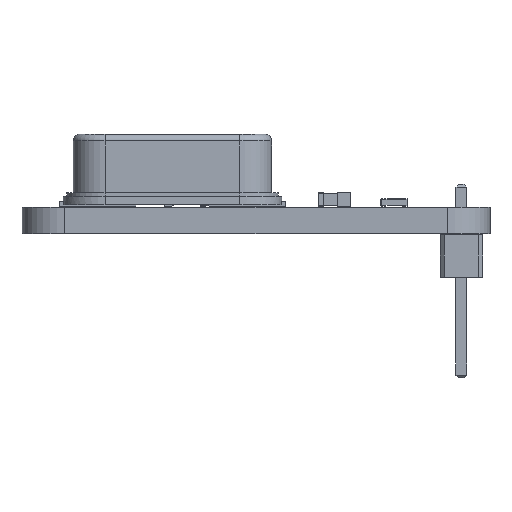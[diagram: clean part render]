
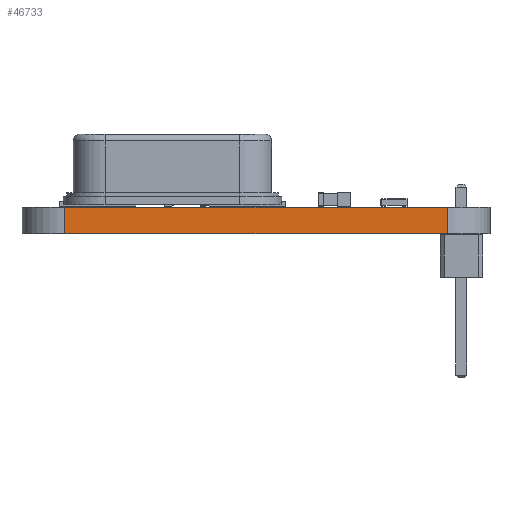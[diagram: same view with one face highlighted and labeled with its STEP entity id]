
A CAD part, left-side view. The second image highlights one B-rep face of the part: STEP entity #46733.
In plain terms, the highlighted planar face has unit normal (-1, 0, 0).
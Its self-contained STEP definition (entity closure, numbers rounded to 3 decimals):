
#45430 = PLANE('',#45431);
#45431 = AXIS2_PLACEMENT_3D('',#45432,#45433,#45434);
#45432 = CARTESIAN_POINT('',(151.13,-110.49,1.6));
#45433 = DIRECTION('',(0.,0.,1.));
#45434 = DIRECTION('',(1.,0.,0.));
#45458 = CYLINDRICAL_SURFACE('',#45459,2.54);
#45459 = AXIS2_PLACEMENT_3D('',#45460,#45461,#45462);
#45460 = CARTESIAN_POINT('',(135.89,-99.06,0.));
#45461 = DIRECTION('',(0.,0.,-1.));
#45462 = DIRECTION('',(1.,0.,0.));
#45484 = PLANE('',#45485);
#45485 = AXIS2_PLACEMENT_3D('',#45486,#45487,#45488);
#45486 = CARTESIAN_POINT('',(151.13,-110.49,0.));
#45487 = DIRECTION('',(0.,0.,1.));
#45488 = DIRECTION('',(1.,0.,0.));
#45579 = VERTEX_POINT('',#45580);
#45580 = CARTESIAN_POINT('',(133.35,-99.06,1.6));
#45602 = EDGE_CURVE('',#45603,#45579,#45605,.T.);
#45603 = VERTEX_POINT('',#45604);
#45604 = CARTESIAN_POINT('',(133.35,-99.06,0.));
#45605 = SURFACE_CURVE('',#45606,(#45610,#45617),.PCURVE_S1.);
#45606 = LINE('',#45607,#45608);
#45607 = CARTESIAN_POINT('',(133.35,-99.06,0.));
#45608 = VECTOR('',#45609,1.);
#45609 = DIRECTION('',(0.,0.,1.));
#45610 = PCURVE('',#45458,#45611);
#45611 = DEFINITIONAL_REPRESENTATION('',(#45612),#45616);
#45612 = LINE('',#45613,#45614);
#45613 = CARTESIAN_POINT('',(-3.142,0.));
#45614 = VECTOR('',#45615,1.);
#45615 = DIRECTION('',(0.,-1.));
#45616 = ( GEOMETRIC_REPRESENTATION_CONTEXT(2) 
PARAMETRIC_REPRESENTATION_CONTEXT() REPRESENTATION_CONTEXT('2D SPACE',''
  ) );
#45617 = PCURVE('',#45618,#45623);
#45618 = PLANE('',#45619);
#45619 = AXIS2_PLACEMENT_3D('',#45620,#45621,#45622);
#45620 = CARTESIAN_POINT('',(133.35,-99.06,0.));
#45621 = DIRECTION('',(1.,0.,0.));
#45622 = DIRECTION('',(0.,-1.,0.));
#45623 = DEFINITIONAL_REPRESENTATION('',(#45624),#45628);
#45624 = LINE('',#45625,#45626);
#45625 = CARTESIAN_POINT('',(0.,0.));
#45626 = VECTOR('',#45627,1.);
#45627 = DIRECTION('',(0.,-1.));
#45628 = ( GEOMETRIC_REPRESENTATION_CONTEXT(2) 
PARAMETRIC_REPRESENTATION_CONTEXT() REPRESENTATION_CONTEXT('2D SPACE',''
  ) );
#45657 = EDGE_CURVE('',#45603,#45658,#45660,.T.);
#45658 = VERTEX_POINT('',#45659);
#45659 = CARTESIAN_POINT('',(133.35,-121.92,0.));
#45660 = SURFACE_CURVE('',#45661,(#45665,#45672),.PCURVE_S1.);
#45661 = LINE('',#45662,#45663);
#45662 = CARTESIAN_POINT('',(133.35,-99.06,0.));
#45663 = VECTOR('',#45664,1.);
#45664 = DIRECTION('',(0.,-1.,0.));
#45665 = PCURVE('',#45484,#45666);
#45666 = DEFINITIONAL_REPRESENTATION('',(#45667),#45671);
#45667 = LINE('',#45668,#45669);
#45668 = CARTESIAN_POINT('',(-17.78,11.43));
#45669 = VECTOR('',#45670,1.);
#45670 = DIRECTION('',(0.,-1.));
#45671 = ( GEOMETRIC_REPRESENTATION_CONTEXT(2) 
PARAMETRIC_REPRESENTATION_CONTEXT() REPRESENTATION_CONTEXT('2D SPACE',''
  ) );
#45672 = PCURVE('',#45618,#45673);
#45673 = DEFINITIONAL_REPRESENTATION('',(#45674),#45678);
#45674 = LINE('',#45675,#45676);
#45675 = CARTESIAN_POINT('',(0.,0.));
#45676 = VECTOR('',#45677,1.);
#45677 = DIRECTION('',(1.,0.));
#45678 = ( GEOMETRIC_REPRESENTATION_CONTEXT(2) 
PARAMETRIC_REPRESENTATION_CONTEXT() REPRESENTATION_CONTEXT('2D SPACE',''
  ) );
#45697 = CYLINDRICAL_SURFACE('',#45698,2.54);
#45698 = AXIS2_PLACEMENT_3D('',#45699,#45700,#45701);
#45699 = CARTESIAN_POINT('',(135.89,-121.92,0.));
#45700 = DIRECTION('',(0.,0.,-1.));
#45701 = DIRECTION('',(1.,0.,0.));
#46227 = EDGE_CURVE('',#45579,#46228,#46230,.T.);
#46228 = VERTEX_POINT('',#46229);
#46229 = CARTESIAN_POINT('',(133.35,-121.92,1.6));
#46230 = SURFACE_CURVE('',#46231,(#46235,#46242),.PCURVE_S1.);
#46231 = LINE('',#46232,#46233);
#46232 = CARTESIAN_POINT('',(133.35,-99.06,1.6));
#46233 = VECTOR('',#46234,1.);
#46234 = DIRECTION('',(0.,-1.,0.));
#46235 = PCURVE('',#45430,#46236);
#46236 = DEFINITIONAL_REPRESENTATION('',(#46237),#46241);
#46237 = LINE('',#46238,#46239);
#46238 = CARTESIAN_POINT('',(-17.78,11.43));
#46239 = VECTOR('',#46240,1.);
#46240 = DIRECTION('',(0.,-1.));
#46241 = ( GEOMETRIC_REPRESENTATION_CONTEXT(2) 
PARAMETRIC_REPRESENTATION_CONTEXT() REPRESENTATION_CONTEXT('2D SPACE',''
  ) );
#46242 = PCURVE('',#45618,#46243);
#46243 = DEFINITIONAL_REPRESENTATION('',(#46244),#46248);
#46244 = LINE('',#46245,#46246);
#46245 = CARTESIAN_POINT('',(0.,-1.6));
#46246 = VECTOR('',#46247,1.);
#46247 = DIRECTION('',(1.,0.));
#46248 = ( GEOMETRIC_REPRESENTATION_CONTEXT(2) 
PARAMETRIC_REPRESENTATION_CONTEXT() REPRESENTATION_CONTEXT('2D SPACE',''
  ) );
#46733 = ADVANCED_FACE('',(#46734),#45618,.F.);
#46734 = FACE_BOUND('',#46735,.F.);
#46735 = EDGE_LOOP('',(#46736,#46737,#46738,#46759));
#46736 = ORIENTED_EDGE('',*,*,#45602,.T.);
#46737 = ORIENTED_EDGE('',*,*,#46227,.T.);
#46738 = ORIENTED_EDGE('',*,*,#46739,.F.);
#46739 = EDGE_CURVE('',#45658,#46228,#46740,.T.);
#46740 = SURFACE_CURVE('',#46741,(#46745,#46752),.PCURVE_S1.);
#46741 = LINE('',#46742,#46743);
#46742 = CARTESIAN_POINT('',(133.35,-121.92,0.));
#46743 = VECTOR('',#46744,1.);
#46744 = DIRECTION('',(0.,0.,1.));
#46745 = PCURVE('',#45618,#46746);
#46746 = DEFINITIONAL_REPRESENTATION('',(#46747),#46751);
#46747 = LINE('',#46748,#46749);
#46748 = CARTESIAN_POINT('',(22.86,0.));
#46749 = VECTOR('',#46750,1.);
#46750 = DIRECTION('',(0.,-1.));
#46751 = ( GEOMETRIC_REPRESENTATION_CONTEXT(2) 
PARAMETRIC_REPRESENTATION_CONTEXT() REPRESENTATION_CONTEXT('2D SPACE',''
  ) );
#46752 = PCURVE('',#45697,#46753);
#46753 = DEFINITIONAL_REPRESENTATION('',(#46754),#46758);
#46754 = LINE('',#46755,#46756);
#46755 = CARTESIAN_POINT('',(-3.142,0.));
#46756 = VECTOR('',#46757,1.);
#46757 = DIRECTION('',(0.,-1.));
#46758 = ( GEOMETRIC_REPRESENTATION_CONTEXT(2) 
PARAMETRIC_REPRESENTATION_CONTEXT() REPRESENTATION_CONTEXT('2D SPACE',''
  ) );
#46759 = ORIENTED_EDGE('',*,*,#45657,.F.);
